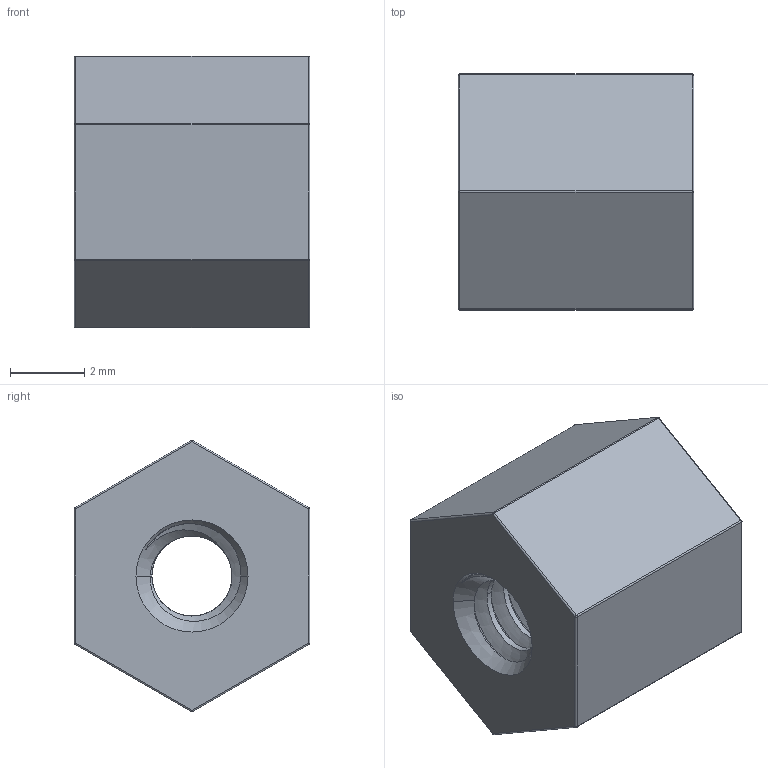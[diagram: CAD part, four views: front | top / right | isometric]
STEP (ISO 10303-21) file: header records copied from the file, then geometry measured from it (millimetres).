
FILE_DESCRIPTION((''),'2;1');
FILE_NAME('001_STANDOFF_MASTER','2023-03-20T17:39:04',('Administrator'),(''),'CREO PARAMETRIC BY PTC INC, 2019030','CREO PARAMETRIC BY PTC INC, 2019030','');
FILE_SCHEMA(('AUTOMOTIVE_DESIGN { 1 0 10303 214 1 1 1 1 }'));
Length unit declared in the file: inch
Products named in the file (1): 001_STANDOFF_MASTER
Bounding box: 6.35 x 6.35 x 7.32 mm (x, y, z)
Volume: 190.3 mm3; surface area: 275.7 mm2
Topology: 1 solids, 1 shells, 67 faces, 155 edges, 95 vertices
Faces by surface type: cylinder 34, sphere 12, bspline 9, plane 8, cone 4
Entity records: 5301 total; most frequent: CARTESIAN_POINT 3643, ORIENTED_EDGE 302, DIRECTION 265, EDGE_CURVE 151, COLOUR_RGB 113, AXIS2_PLACEMENT_3D 101, VERTEX_POINT 86, EDGE_LOOP 69
